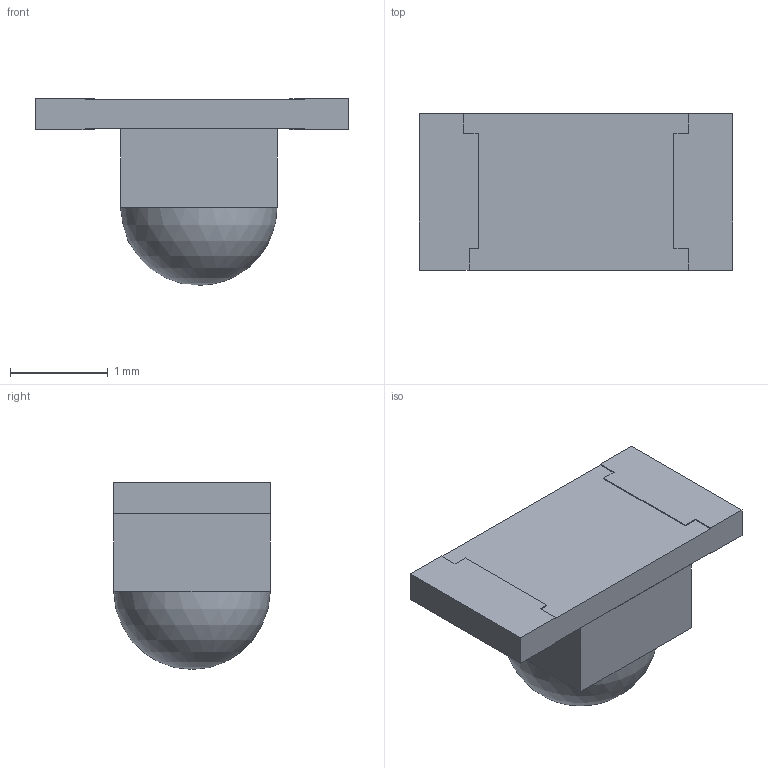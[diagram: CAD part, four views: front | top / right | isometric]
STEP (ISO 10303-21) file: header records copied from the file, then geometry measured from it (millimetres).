
FILE_DESCRIPTION(('FreeCAD Model'),'2;1');
FILE_NAME('beam_break_LED_v007_cp.step','2020-04-03T18:51:53',('kicad StepUp'),('ksu MCAD'), 'Open CASCADE STEP processor 7.3','FreeCAD','Unknown');
FILE_SCHEMA(('AUTOMOTIVE_DESIGN { 1 0 10303 214 1 1 1 1 }'));
Length unit declared in the file: millimetre
Products named in the file (1): beam_break_LED_v007_cp
Bounding box: 3.2 x 1.6 x 1.91 mm (x, y, z)
Volume: 4.7 mm3; surface area: 25.5 mm2
Topology: 2 solids, 2 shells, 40 faces, 106 edges, 69 vertices
Faces by surface type: plane 39, sphere 1
Entity records: 1501 total; most frequent: CARTESIAN_POINT 215, ORIENTED_EDGE 210, DIRECTION 192, EDGE_CURVE 105, LINE 100, VECTOR 100, VERTEX_POINT 69, AXIS2_PLACEMENT_3D 46
